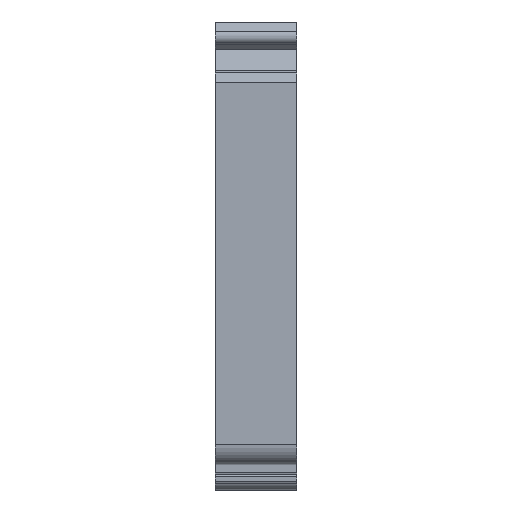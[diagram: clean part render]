
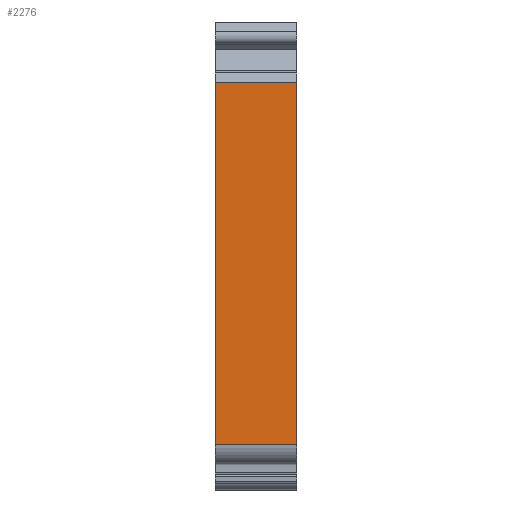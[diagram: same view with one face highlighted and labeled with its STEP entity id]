
A CAD part, left-side view. The second image highlights one B-rep face of the part: STEP entity #2276.
In plain terms, the highlighted planar face has unit normal (-1, 0, 0).
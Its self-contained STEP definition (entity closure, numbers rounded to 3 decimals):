
#525=ORIENTED_EDGE('',*,*,#1092,.T.);
#526=ORIENTED_EDGE('',*,*,#1093,.F.);
#527=ORIENTED_EDGE('',*,*,#1094,.F.);
#528=ORIENTED_EDGE('',*,*,#1090,.T.);
#1090=EDGE_CURVE('',#1325,#1324,#1580,.T.);
#1092=EDGE_CURVE('',#1324,#1326,#1581,.T.);
#1093=EDGE_CURVE('',#1327,#1326,#1582,.T.);
#1094=EDGE_CURVE('',#1325,#1327,#1583,.T.);
#1324=VERTEX_POINT('',#3716);
#1325=VERTEX_POINT('',#3718);
#1326=VERTEX_POINT('',#3722);
#1327=VERTEX_POINT('',#3724);
#1580=LINE('',#3717,#1843);
#1581=LINE('',#3721,#1844);
#1582=LINE('',#3723,#1845);
#1583=LINE('',#3725,#1846);
#1843=VECTOR('',#3051,1000.);
#1844=VECTOR('',#3056,1000.);
#1845=VECTOR('',#3057,1000.);
#1846=VECTOR('',#3058,1000.);
#1972=EDGE_LOOP('',(#525,#526,#527,#528));
#2085=FACE_BOUND('',#1972,.T.);
#2165=PLANE('',#2468);
#2276=ADVANCED_FACE('',(#2085),#2165,.F.);
#2468=AXIS2_PLACEMENT_3D('',#3720,#3054,#3055);
#3051=DIRECTION('',(0.,-1.,0.));
#3054=DIRECTION('',(1.,0.,0.));
#3055=DIRECTION('',(0.,0.,-1.));
#3056=DIRECTION('',(0.,0.,1.));
#3057=DIRECTION('',(0.,-1.,0.));
#3058=DIRECTION('',(0.,0.,1.));
#3716=CARTESIAN_POINT('',(-19.741,0.,10.127));
#3717=CARTESIAN_POINT('',(-19.741,8.,10.127));
#3718=CARTESIAN_POINT('',(-19.741,8.,10.127));
#3720=CARTESIAN_POINT('',(-19.741,8.,10.127));
#3721=CARTESIAN_POINT('',(-19.741,0.,10.127));
#3722=CARTESIAN_POINT('',(-19.741,0.,45.562));
#3723=CARTESIAN_POINT('',(-19.741,8.,45.562));
#3724=CARTESIAN_POINT('',(-19.741,8.,45.562));
#3725=CARTESIAN_POINT('',(-19.741,8.,10.127));
